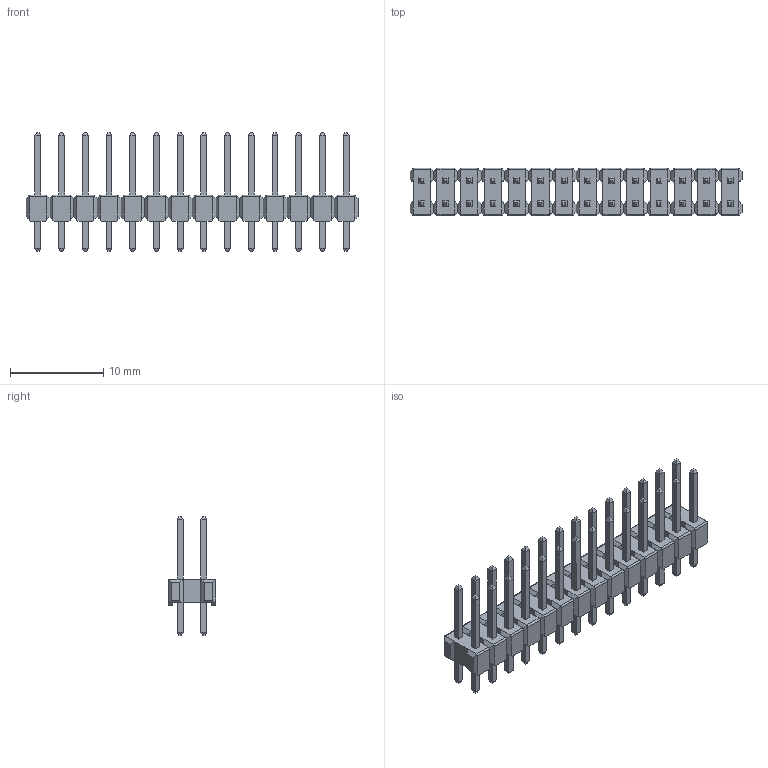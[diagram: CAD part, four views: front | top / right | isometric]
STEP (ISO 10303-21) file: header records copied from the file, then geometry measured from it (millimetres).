
FILE_DESCRIPTION(/* description */ (''),/* implementation_level */ '2;1');
FILE_NAME(/* name */ 'PIDFCF~1',/* time_stamp */ '2014-06-14T20:54:29+02:00',/* author */ (''),/* organization */ (''),/* preprocessor_version */ 'ST-DEVELOPER v14',/* originating_system */ '',/* authorisation */ '');
FILE_SCHEMA (('AUTOMOTIVE_DESIGN'));
Length unit declared in the file: millimetre
Products named in the file (1): Document
Bounding box: 35.56 x 5.08 x 12.7 mm (x, y, z)
Volume: 501 mm3; surface area: 1886.1 mm2
Topology: 42 solids, 42 shells, 952 faces, 2331 edges, 1465 vertices
Faces by surface type: plane 868, bspline 84
Entity records: 53289 total; most frequent: CARTESIAN_POINT 20346, B_SPLINE_CURVE_WITH_KNOTS 6741, ORIENTED_EDGE 4648, PCURVE 4648, DEFINITIONAL_REPRESENTATION 4648, SURFACE_CURVE 2324, EDGE_CURVE 2324, VERTEX_POINT 1456
